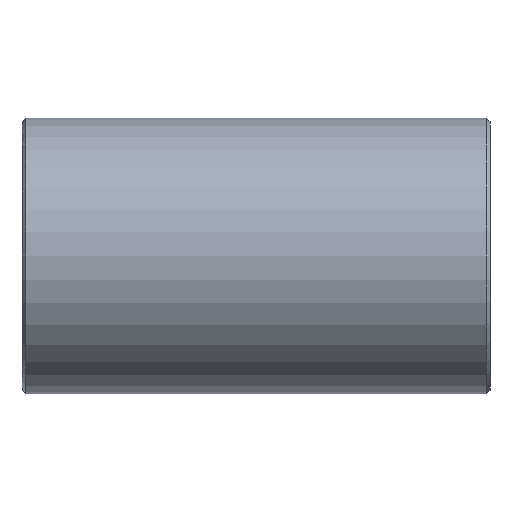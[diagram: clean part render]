
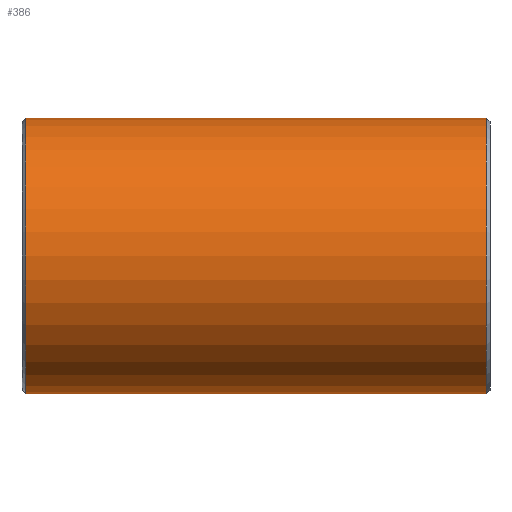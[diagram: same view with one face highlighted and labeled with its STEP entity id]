
A CAD part, front view. The second image highlights one B-rep face of the part: STEP entity #386.
In plain terms, the highlighted cylindrical face has radius 84.138 mm (diameter 168.275 mm), a partial arc.
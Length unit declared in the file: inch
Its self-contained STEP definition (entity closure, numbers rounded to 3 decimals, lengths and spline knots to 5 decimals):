
#18 = ORIENTED_EDGE ( 'NONE', *, *, #57, .F. ) ;
#33 = VECTOR ( 'NONE', #522, 39.37008 ) ;
#38 = LINE ( 'NONE', #257, #151 ) ;
#42 = CARTESIAN_POINT ( 'NONE',  ( -5.52667, 0., 3.3125 ) ) ;
#49 = DIRECTION ( 'NONE',  ( 1., 0., 0. ) ) ;
#55 = CARTESIAN_POINT ( 'NONE',  ( -5.52667, 0., 0. ) ) ;
#57 = EDGE_CURVE ( 'NONE', #243, #458, #342, .T. ) ;
#65 = CARTESIAN_POINT ( 'NONE',  ( 5.62, 0., -3.3125 ) ) ;
#69 = VERTEX_POINT ( 'NONE', #570 ) ;
#93 = DIRECTION ( 'NONE',  ( -1., 0., 0. ) ) ;
#102 = CARTESIAN_POINT ( 'NONE',  ( 5.52667, 0., 0. ) ) ;
#151 = VECTOR ( 'NONE', #395, 39.37008 ) ;
#152 = AXIS2_PLACEMENT_3D ( 'NONE', #551, #93, #271 ) ;
#153 = LINE ( 'NONE', #334, #439 ) ;
#161 = ORIENTED_EDGE ( 'NONE', *, *, #438, .T. ) ;
#176 = LINE ( 'NONE', #360, #542 ) ;
#189 = DIRECTION ( 'NONE',  ( 0., 0., 1. ) ) ;
#203 = ORIENTED_EDGE ( 'NONE', *, *, #477, .T. ) ;
#243 = VERTEX_POINT ( 'NONE', #354 ) ;
#253 = AXIS2_PLACEMENT_3D ( 'NONE', #102, #463, #512 ) ;
#257 = CARTESIAN_POINT ( 'NONE',  ( 5.62, 0., -3.3125 ) ) ;
#271 = DIRECTION ( 'NONE',  ( 0., 0., 1. ) ) ;
#282 = CARTESIAN_POINT ( 'NONE',  ( -5.52667, 0., -3.3125 ) ) ;
#292 = ORIENTED_EDGE ( 'NONE', *, *, #577, .F. ) ;
#298 = EDGE_CURVE ( 'NONE', #380, #327, #176, .T. ) ;
#327 = VERTEX_POINT ( 'NONE', #406 ) ;
#330 = DIRECTION ( 'NONE',  ( -1., 0., 0. ) ) ;
#334 = CARTESIAN_POINT ( 'NONE',  ( 5.62, 0., 3.3125 ) ) ;
#335 = CIRCLE ( 'NONE', #253, 3.3125 ) ;
#342 = LINE ( 'NONE', #65, #33 ) ;
#354 = CARTESIAN_POINT ( 'NONE',  ( 0., 0., -3.3125 ) ) ;
#360 = CARTESIAN_POINT ( 'NONE',  ( 5.62, 0., 3.3125 ) ) ;
#363 = AXIS2_PLACEMENT_3D ( 'NONE', #55, #49, #189 ) ;
#365 = CARTESIAN_POINT ( 'NONE',  ( 5.52667, 0., 3.3125 ) ) ;
#370 = VERTEX_POINT ( 'NONE', #42 ) ;
#380 = VERTEX_POINT ( 'NONE', #365 ) ;
#386 = ADVANCED_FACE ( 'NONE', ( #549 ), #503, .T. ) ;
#395 = DIRECTION ( 'NONE',  ( -1., 0., 0. ) ) ;
#406 = CARTESIAN_POINT ( 'NONE',  ( 0., 0., 3.3125 ) ) ;
#438 = EDGE_CURVE ( 'NONE', #69, #380, #335, .T. ) ;
#439 = VECTOR ( 'NONE', #330, 39.37008 ) ;
#458 = VERTEX_POINT ( 'NONE', #282 ) ;
#463 = DIRECTION ( 'NONE',  ( -1., 0., 0. ) ) ;
#477 = EDGE_CURVE ( 'NONE', #370, #458, #546, .T. ) ;
#485 = EDGE_CURVE ( 'NONE', #327, #370, #153, .T. ) ;
#503 = CYLINDRICAL_SURFACE ( 'NONE', #152, 3.3125 ) ;
#508 = ORIENTED_EDGE ( 'NONE', *, *, #298, .T. ) ;
#512 = DIRECTION ( 'NONE',  ( 0., 0., -1. ) ) ;
#522 = DIRECTION ( 'NONE',  ( -1., 0., 0. ) ) ;
#542 = VECTOR ( 'NONE', #585, 39.37008 ) ;
#546 = CIRCLE ( 'NONE', #363, 3.3125 ) ;
#549 = FACE_OUTER_BOUND ( 'NONE', #550, .T. ) ;
#550 = EDGE_LOOP ( 'NONE', ( #292, #161, #508, #578, #203, #18 ) ) ;
#551 = CARTESIAN_POINT ( 'NONE',  ( 5.62, 0., 0. ) ) ;
#570 = CARTESIAN_POINT ( 'NONE',  ( 5.52667, 0., -3.3125 ) ) ;
#577 = EDGE_CURVE ( 'NONE', #69, #243, #38, .T. ) ;
#578 = ORIENTED_EDGE ( 'NONE', *, *, #485, .T. ) ;
#585 = DIRECTION ( 'NONE',  ( -1., 0., 0. ) ) ;
